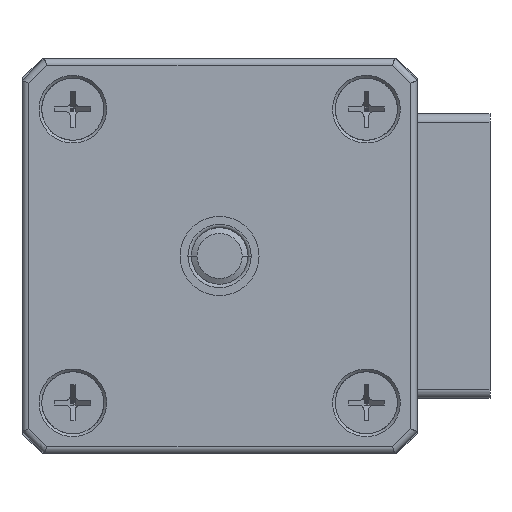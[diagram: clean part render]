
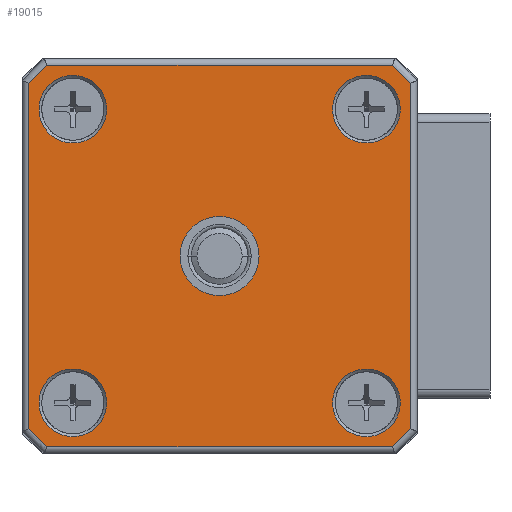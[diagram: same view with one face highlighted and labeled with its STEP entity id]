
A CAD part, left-side view. The second image highlights one B-rep face of the part: STEP entity #19015.
In plain terms, the highlighted planar face has unit normal (-1, 0, 0).
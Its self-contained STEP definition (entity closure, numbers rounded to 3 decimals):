
#147=CARTESIAN_POINT('',(0.,17.5,-23.5));
#148=DIRECTION('',(1.,0.,0.));
#149=DIRECTION('',(0.,0.671,-0.741));
#150=AXIS2_PLACEMENT_3D('',#147,#148,#149);
#152=CARTESIAN_POINT('',(0.,17.5,-23.5));
#153=DIRECTION('',(1.,0.,0.));
#154=DIRECTION('',(0.,0.741,0.671));
#155=AXIS2_PLACEMENT_3D('',#152,#153,#154);
#157=CARTESIAN_POINT('',(0.,17.5,-23.5));
#158=DIRECTION('',(1.,0.,0.));
#159=DIRECTION('',(0.,-0.671,0.741));
#160=AXIS2_PLACEMENT_3D('',#157,#158,#159);
#162=CARTESIAN_POINT('',(0.,17.5,-23.5));
#163=DIRECTION('',(1.,0.,0.));
#164=DIRECTION('',(0.,-0.741,-0.671));
#165=AXIS2_PLACEMENT_3D('',#162,#163,#164);
#167=CARTESIAN_POINT('',(0.,17.5,-23.5));
#168=DIRECTION('',(-1.,0.,0.));
#169=DIRECTION('',(0.,0.,1.));
#170=AXIS2_PLACEMENT_3D('',#167,#168,#169);
#172=CARTESIAN_POINT('',(0.,17.5,-23.5));
#173=DIRECTION('',(-1.,0.,0.));
#174=DIRECTION('',(0.,0.,-1.));
#175=AXIS2_PLACEMENT_3D('',#172,#173,#174);
#177=CARTESIAN_POINT('',(0.,30.5,-36.5));
#178=DIRECTION('',(-1.,0.,0.));
#179=DIRECTION('',(0.,-0.707,0.707));
#180=AXIS2_PLACEMENT_3D('',#177,#178,#179);
#182=CARTESIAN_POINT('',(0.,30.5,-36.5));
#183=DIRECTION('',(-1.,0.,0.));
#184=DIRECTION('',(0.,0.707,-0.707));
#185=AXIS2_PLACEMENT_3D('',#182,#183,#184);
#187=CARTESIAN_POINT('',(0.,30.5,-10.5));
#188=DIRECTION('',(-1.,0.,0.));
#189=DIRECTION('',(0.,-0.707,-0.707));
#190=AXIS2_PLACEMENT_3D('',#187,#188,#189);
#192=CARTESIAN_POINT('',(0.,30.5,-10.5));
#193=DIRECTION('',(-1.,0.,0.));
#194=DIRECTION('',(0.,0.707,0.707));
#195=AXIS2_PLACEMENT_3D('',#192,#193,#194);
#197=CARTESIAN_POINT('',(0.,4.5,-10.5));
#198=DIRECTION('',(-1.,0.,0.));
#199=DIRECTION('',(0.,0.707,-0.707));
#200=AXIS2_PLACEMENT_3D('',#197,#198,#199);
#202=CARTESIAN_POINT('',(0.,4.5,-10.5));
#203=DIRECTION('',(-1.,0.,0.));
#204=DIRECTION('',(0.,-0.707,0.707));
#205=AXIS2_PLACEMENT_3D('',#202,#203,#204);
#207=CARTESIAN_POINT('',(0.,4.5,-36.5));
#208=DIRECTION('',(-1.,0.,0.));
#209=DIRECTION('',(0.,0.707,0.707));
#210=AXIS2_PLACEMENT_3D('',#207,#208,#209);
#212=CARTESIAN_POINT('',(0.,4.5,-36.5));
#213=DIRECTION('',(-1.,0.,0.));
#214=DIRECTION('',(0.,-0.707,-0.707));
#215=AXIS2_PLACEMENT_3D('',#212,#213,#214);
#252=DIRECTION('',(0.,-1.,0.));
#253=VECTOR('',#252,30.609);
#254=CARTESIAN_POINT('',(0.,32.805,-40.4));
#255=LINE('',#254,#253);
#367=DIRECTION('',(0.,0.,1.));
#368=VECTOR('',#367,30.609);
#369=CARTESIAN_POINT('',(0.,0.6,-38.805));
#370=LINE('',#369,#368);
#1271=DIRECTION('',(0.,1.,0.));
#1272=VECTOR('',#1271,30.609);
#1273=CARTESIAN_POINT('',(0.,2.195,-6.6));
#1274=LINE('',#1273,#1272);
#1382=DIRECTION('',(0.,0.,-1.));
#1383=VECTOR('',#1382,30.609);
#1384=CARTESIAN_POINT('',(0.,34.4,-8.195));
#1385=LINE('',#1384,#1383);
#15123=CARTESIAN_POINT('',(0.,17.5,-20.));
#15124=CARTESIAN_POINT('',(0.,17.5,-27.));
#15125=VERTEX_POINT('',#15123);
#15126=VERTEX_POINT('',#15124);
#15127=CARTESIAN_POINT('',(0.,32.805,-40.4));
#15128=CARTESIAN_POINT('',(0.,34.4,-38.805));
#15129=VERTEX_POINT('',#15127);
#15130=VERTEX_POINT('',#15128);
#15131=CARTESIAN_POINT('',(0.,34.4,-8.195));
#15132=VERTEX_POINT('',#15131);
#15133=CARTESIAN_POINT('',(0.,32.805,-6.6));
#15134=VERTEX_POINT('',#15133);
#15135=CARTESIAN_POINT('',(0.,2.195,-6.6));
#15136=VERTEX_POINT('',#15135);
#15137=CARTESIAN_POINT('',(0.,0.6,-8.195));
#15138=VERTEX_POINT('',#15137);
#15139=CARTESIAN_POINT('',(0.,0.6,-38.805));
#15140=VERTEX_POINT('',#15139);
#15141=CARTESIAN_POINT('',(0.,2.195,-40.4));
#15142=VERTEX_POINT('',#15141);
#15143=CARTESIAN_POINT('',(0.,28.379,-34.379));
#15144=CARTESIAN_POINT('',(0.,32.621,-38.621));
#15145=VERTEX_POINT('',#15143);
#15146=VERTEX_POINT('',#15144);
#15147=CARTESIAN_POINT('',(0.,28.379,-12.621));
#15148=CARTESIAN_POINT('',(0.,32.621,-8.379));
#15149=VERTEX_POINT('',#15147);
#15150=VERTEX_POINT('',#15148);
#15151=CARTESIAN_POINT('',(0.,6.621,-12.621));
#15152=CARTESIAN_POINT('',(0.,2.379,-8.379));
#15153=VERTEX_POINT('',#15151);
#15154=VERTEX_POINT('',#15152);
#15155=CARTESIAN_POINT('',(0.,6.621,-34.379));
#15156=CARTESIAN_POINT('',(0.,2.379,-38.621));
#15157=VERTEX_POINT('',#15155);
#15158=VERTEX_POINT('',#15156);
#18964=CARTESIAN_POINT('',(0.,17.5,-23.5));
#18965=DIRECTION('',(1.,0.,0.));
#18966=DIRECTION('',(0.,0.,-1.));
#18967=AXIS2_PLACEMENT_3D('',#18964,#18965,#18966);
#18968=PLANE('',#18967);
#18970=ORIENTED_EDGE('',*,*,#18969,.T.);
#18972=ORIENTED_EDGE('',*,*,#18971,.F.);
#18974=ORIENTED_EDGE('',*,*,#18973,.T.);
#18976=ORIENTED_EDGE('',*,*,#18975,.F.);
#18978=ORIENTED_EDGE('',*,*,#18977,.T.);
#18980=ORIENTED_EDGE('',*,*,#18979,.F.);
#18982=ORIENTED_EDGE('',*,*,#18981,.T.);
#18984=ORIENTED_EDGE('',*,*,#18983,.F.);
#18985=EDGE_LOOP('',(#18970,#18972,#18974,#18976,#18978,#18980,#18982,#18984));
#18986=FACE_OUTER_BOUND('',#18985,.F.);
#18988=ORIENTED_EDGE('',*,*,#18987,.T.);
#18990=ORIENTED_EDGE('',*,*,#18989,.T.);
#18991=EDGE_LOOP('',(#18988,#18990));
#18992=FACE_BOUND('',#18991,.F.);
#18994=ORIENTED_EDGE('',*,*,#18993,.T.);
#18996=ORIENTED_EDGE('',*,*,#18995,.T.);
#18997=EDGE_LOOP('',(#18994,#18996));
#18998=FACE_BOUND('',#18997,.F.);
#19000=ORIENTED_EDGE('',*,*,#18999,.T.);
#19002=ORIENTED_EDGE('',*,*,#19001,.T.);
#19003=EDGE_LOOP('',(#19000,#19002));
#19004=FACE_BOUND('',#19003,.F.);
#19006=ORIENTED_EDGE('',*,*,#19005,.T.);
#19008=ORIENTED_EDGE('',*,*,#19007,.T.);
#19009=EDGE_LOOP('',(#19006,#19008));
#19010=FACE_BOUND('',#19009,.F.);
#19011=ORIENTED_EDGE('',*,*,#18927,.T.);
#19012=ORIENTED_EDGE('',*,*,#18945,.T.);
#19013=EDGE_LOOP('',(#19011,#19012));
#19014=FACE_BOUND('',#19013,.F.);
#19015=ADVANCED_FACE('',(#18986,#18992,#18998,#19004,#19010,#19014),#18968,.F.);
#151=CIRCLE('',#150,22.8);
#156=CIRCLE('',#155,22.8);
#161=CIRCLE('',#160,22.8);
#166=CIRCLE('',#165,22.8);
#171=CIRCLE('',#170,3.5);
#176=CIRCLE('',#175,3.5);
#181=CIRCLE('',#180,3.);
#186=CIRCLE('',#185,3.);
#191=CIRCLE('',#190,3.);
#196=CIRCLE('',#195,3.);
#201=CIRCLE('',#200,3.);
#206=CIRCLE('',#205,3.);
#211=CIRCLE('',#210,3.);
#216=CIRCLE('',#215,3.);
#18927=EDGE_CURVE('',#15157,#15158,#211,.T.);
#18945=EDGE_CURVE('',#15158,#15157,#216,.T.);
#18969=EDGE_CURVE('',#15129,#15130,#151,.T.);
#18971=EDGE_CURVE('',#15132,#15130,#1385,.T.);
#18973=EDGE_CURVE('',#15132,#15134,#156,.T.);
#18975=EDGE_CURVE('',#15136,#15134,#1274,.T.);
#18977=EDGE_CURVE('',#15136,#15138,#161,.T.);
#18979=EDGE_CURVE('',#15140,#15138,#370,.T.);
#18981=EDGE_CURVE('',#15140,#15142,#166,.T.);
#18983=EDGE_CURVE('',#15129,#15142,#255,.T.);
#18987=EDGE_CURVE('',#15125,#15126,#171,.T.);
#18989=EDGE_CURVE('',#15126,#15125,#176,.T.);
#18993=EDGE_CURVE('',#15145,#15146,#181,.T.);
#18995=EDGE_CURVE('',#15146,#15145,#186,.T.);
#18999=EDGE_CURVE('',#15149,#15150,#191,.T.);
#19001=EDGE_CURVE('',#15150,#15149,#196,.T.);
#19005=EDGE_CURVE('',#15153,#15154,#201,.T.);
#19007=EDGE_CURVE('',#15154,#15153,#206,.T.);
